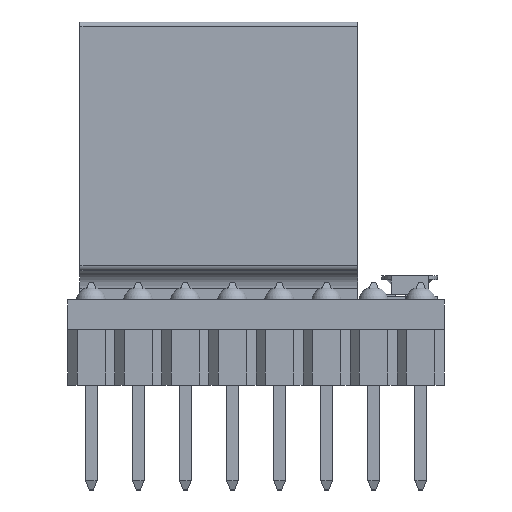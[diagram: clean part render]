
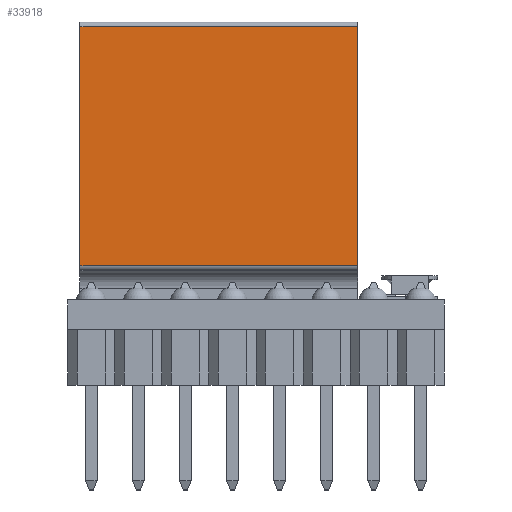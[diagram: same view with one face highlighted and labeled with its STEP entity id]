
A CAD part, front view. The second image highlights one B-rep face of the part: STEP entity #33918.
In plain terms, the highlighted planar face has unit normal (0, -1, 0).
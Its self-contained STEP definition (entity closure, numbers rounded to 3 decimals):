
#31710 = PLANE('',#31711);
#31711 = AXIS2_PLACEMENT_3D('',#31712,#31713,#31714);
#31712 = CARTESIAN_POINT('',(-7.5,0.,7.691));
#31713 = DIRECTION('',(1.,0.,0.));
#31714 = DIRECTION('',(0.,0.,1.));
#31738 = CYLINDRICAL_SURFACE('',#31739,0.25);
#31739 = AXIS2_PLACEMENT_3D('',#31740,#31741,#31742);
#31740 = CARTESIAN_POINT('',(-7.5,-7.,1.85));
#31741 = DIRECTION('',(1.,0.,0.));
#31742 = DIRECTION('',(0.,0.,-1.));
#31766 = PLANE('',#31767);
#31767 = AXIS2_PLACEMENT_3D('',#31768,#31769,#31770);
#31768 = CARTESIAN_POINT('',(7.5,0.,7.691));
#31769 = DIRECTION('',(1.,0.,0.));
#31770 = DIRECTION('',(0.,0.,1.));
#32841 = VERTEX_POINT('',#32842);
#32842 = CARTESIAN_POINT('',(-7.5,-7.25,14.75));
#32861 = CYLINDRICAL_SURFACE('',#32862,0.25);
#32862 = AXIS2_PLACEMENT_3D('',#32863,#32864,#32865);
#32863 = CARTESIAN_POINT('',(-7.5,-7.,14.75));
#32864 = DIRECTION('',(1.,0.,0.));
#32865 = DIRECTION('',(0.,-1.,0.));
#32873 = EDGE_CURVE('',#32841,#32874,#32876,.T.);
#32874 = VERTEX_POINT('',#32875);
#32875 = CARTESIAN_POINT('',(-7.5,-7.25,1.85));
#32876 = SURFACE_CURVE('',#32877,(#32881,#32888),.PCURVE_S1.);
#32877 = LINE('',#32878,#32879);
#32878 = CARTESIAN_POINT('',(-7.5,-7.25,15.));
#32879 = VECTOR('',#32880,1.);
#32880 = DIRECTION('',(0.,0.,-1.));
#32881 = PCURVE('',#31710,#32882);
#32882 = DEFINITIONAL_REPRESENTATION('',(#32883),#32887);
#32883 = LINE('',#32884,#32885);
#32884 = CARTESIAN_POINT('',(7.309,7.25));
#32885 = VECTOR('',#32886,1.);
#32886 = DIRECTION('',(-1.,0.));
#32887 = ( GEOMETRIC_REPRESENTATION_CONTEXT(2) 
PARAMETRIC_REPRESENTATION_CONTEXT() REPRESENTATION_CONTEXT('2D SPACE',''
  ) );
#32888 = PCURVE('',#32889,#32894);
#32889 = PLANE('',#32890);
#32890 = AXIS2_PLACEMENT_3D('',#32891,#32892,#32893);
#32891 = CARTESIAN_POINT('',(-7.5,-7.25,15.));
#32892 = DIRECTION('',(0.,1.,0.));
#32893 = DIRECTION('',(0.,0.,-1.));
#32894 = DEFINITIONAL_REPRESENTATION('',(#32895),#32899);
#32895 = LINE('',#32896,#32897);
#32896 = CARTESIAN_POINT('',(0.,0.));
#32897 = VECTOR('',#32898,1.);
#32898 = DIRECTION('',(1.,0.));
#32899 = ( GEOMETRIC_REPRESENTATION_CONTEXT(2) 
PARAMETRIC_REPRESENTATION_CONTEXT() REPRESENTATION_CONTEXT('2D SPACE',''
  ) );
#32931 = EDGE_CURVE('',#32874,#32932,#32934,.T.);
#32932 = VERTEX_POINT('',#32933);
#32933 = CARTESIAN_POINT('',(7.5,-7.25,1.85));
#32934 = SURFACE_CURVE('',#32935,(#32939,#32946),.PCURVE_S1.);
#32935 = LINE('',#32936,#32937);
#32936 = CARTESIAN_POINT('',(-7.5,-7.25,1.85));
#32937 = VECTOR('',#32938,1.);
#32938 = DIRECTION('',(1.,0.,0.));
#32939 = PCURVE('',#31738,#32940);
#32940 = DEFINITIONAL_REPRESENTATION('',(#32941),#32945);
#32941 = LINE('',#32942,#32943);
#32942 = CARTESIAN_POINT('',(-1.571,0.));
#32943 = VECTOR('',#32944,1.);
#32944 = DIRECTION('',(-0.,1.));
#32945 = ( GEOMETRIC_REPRESENTATION_CONTEXT(2) 
PARAMETRIC_REPRESENTATION_CONTEXT() REPRESENTATION_CONTEXT('2D SPACE',''
  ) );
#32946 = PCURVE('',#32889,#32947);
#32947 = DEFINITIONAL_REPRESENTATION('',(#32948),#32952);
#32948 = LINE('',#32949,#32950);
#32949 = CARTESIAN_POINT('',(13.15,0.));
#32950 = VECTOR('',#32951,1.);
#32951 = DIRECTION('',(0.,-1.));
#32952 = ( GEOMETRIC_REPRESENTATION_CONTEXT(2) 
PARAMETRIC_REPRESENTATION_CONTEXT() REPRESENTATION_CONTEXT('2D SPACE',''
  ) );
#33870 = VERTEX_POINT('',#33871);
#33871 = CARTESIAN_POINT('',(7.5,-7.25,14.75));
#33897 = EDGE_CURVE('',#33870,#32932,#33898,.T.);
#33898 = SURFACE_CURVE('',#33899,(#33903,#33910),.PCURVE_S1.);
#33899 = LINE('',#33900,#33901);
#33900 = CARTESIAN_POINT('',(7.5,-7.25,15.));
#33901 = VECTOR('',#33902,1.);
#33902 = DIRECTION('',(0.,0.,-1.));
#33903 = PCURVE('',#31766,#33904);
#33904 = DEFINITIONAL_REPRESENTATION('',(#33905),#33909);
#33905 = LINE('',#33906,#33907);
#33906 = CARTESIAN_POINT('',(7.309,7.25));
#33907 = VECTOR('',#33908,1.);
#33908 = DIRECTION('',(-1.,0.));
#33909 = ( GEOMETRIC_REPRESENTATION_CONTEXT(2) 
PARAMETRIC_REPRESENTATION_CONTEXT() REPRESENTATION_CONTEXT('2D SPACE',''
  ) );
#33910 = PCURVE('',#32889,#33911);
#33911 = DEFINITIONAL_REPRESENTATION('',(#33912),#33916);
#33912 = LINE('',#33913,#33914);
#33913 = CARTESIAN_POINT('',(0.,-15.));
#33914 = VECTOR('',#33915,1.);
#33915 = DIRECTION('',(1.,0.));
#33916 = ( GEOMETRIC_REPRESENTATION_CONTEXT(2) 
PARAMETRIC_REPRESENTATION_CONTEXT() REPRESENTATION_CONTEXT('2D SPACE',''
  ) );
#33918 = ADVANCED_FACE('',(#33919),#32889,.F.);
#33919 = FACE_BOUND('',#33920,.F.);
#33920 = EDGE_LOOP('',(#33921,#33922,#33943,#33944));
#33921 = ORIENTED_EDGE('',*,*,#32873,.F.);
#33922 = ORIENTED_EDGE('',*,*,#33923,.T.);
#33923 = EDGE_CURVE('',#32841,#33870,#33924,.T.);
#33924 = SURFACE_CURVE('',#33925,(#33929,#33936),.PCURVE_S1.);
#33925 = LINE('',#33926,#33927);
#33926 = CARTESIAN_POINT('',(-7.5,-7.25,14.75));
#33927 = VECTOR('',#33928,1.);
#33928 = DIRECTION('',(1.,0.,0.));
#33929 = PCURVE('',#32889,#33930);
#33930 = DEFINITIONAL_REPRESENTATION('',(#33931),#33935);
#33931 = LINE('',#33932,#33933);
#33932 = CARTESIAN_POINT('',(0.25,0.));
#33933 = VECTOR('',#33934,1.);
#33934 = DIRECTION('',(0.,-1.));
#33935 = ( GEOMETRIC_REPRESENTATION_CONTEXT(2) 
PARAMETRIC_REPRESENTATION_CONTEXT() REPRESENTATION_CONTEXT('2D SPACE',''
  ) );
#33936 = PCURVE('',#32861,#33937);
#33937 = DEFINITIONAL_REPRESENTATION('',(#33938),#33942);
#33938 = LINE('',#33939,#33940);
#33939 = CARTESIAN_POINT('',(-0.,0.));
#33940 = VECTOR('',#33941,1.);
#33941 = DIRECTION('',(-0.,1.));
#33942 = ( GEOMETRIC_REPRESENTATION_CONTEXT(2) 
PARAMETRIC_REPRESENTATION_CONTEXT() REPRESENTATION_CONTEXT('2D SPACE',''
  ) );
#33943 = ORIENTED_EDGE('',*,*,#33897,.T.);
#33944 = ORIENTED_EDGE('',*,*,#32931,.F.);
